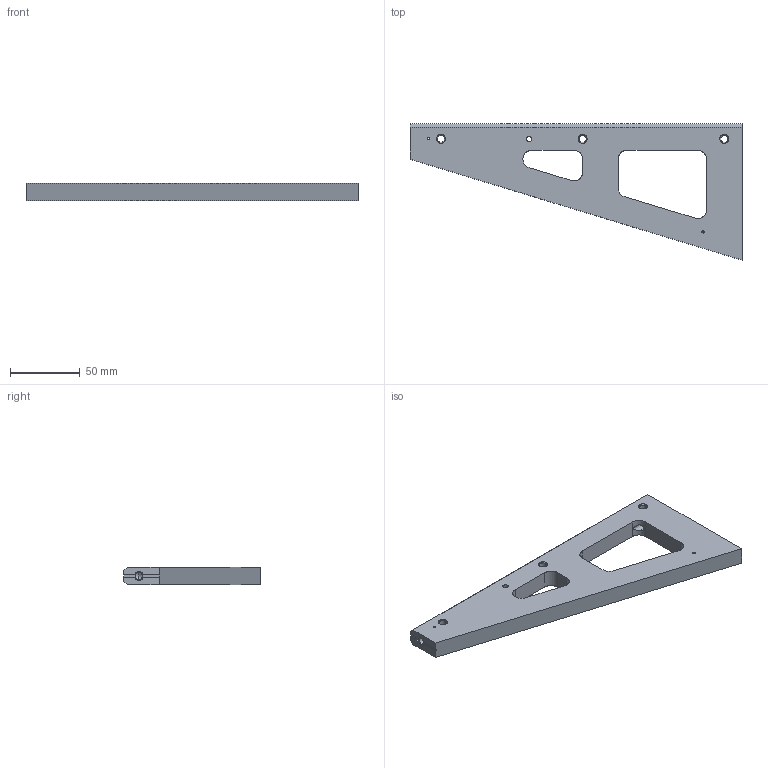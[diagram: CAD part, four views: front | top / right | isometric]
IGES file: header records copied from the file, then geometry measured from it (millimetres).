
Start section: SolidWorks IGES file using analytic representation for surfaces
Global section: file name: D1200143-v2 aLIGO SRM AR VERTICAL SIDE SUPPORT.IGS; native system: SolidWorks 2012; preprocessor: SolidWorks 2012; author: tnguyen; date: 120411.130354; units: inch
Bounding box: 238.07 x 97.79 x 12.7 mm (x, y, z)
Surface area: 35481.6 mm2 (no closed solid volume)
Topology: 0 solids, 0 shells, 75 faces, 1112 edges, 1108 vertices
Faces by surface type: revolution 53, bspline 22
